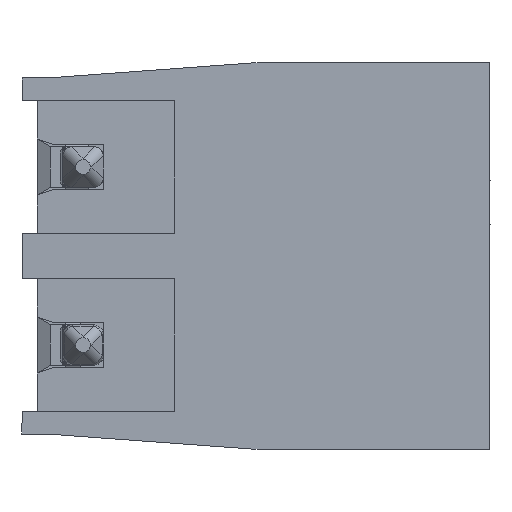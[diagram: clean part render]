
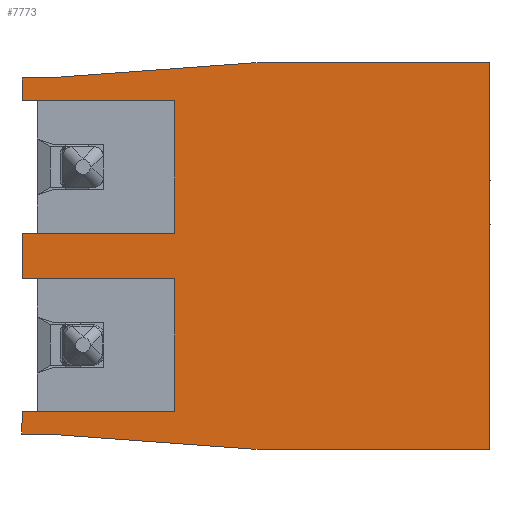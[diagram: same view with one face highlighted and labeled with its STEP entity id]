
A CAD part, left-side view. The second image highlights one B-rep face of the part: STEP entity #7773.
In plain terms, the highlighted planar face has unit normal (-1, 0, 0).
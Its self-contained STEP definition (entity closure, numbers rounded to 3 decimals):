
#994 = CARTESIAN_POINT ( 'NONE',  ( 0., 0., -3.35 ) ) ;
#995 = CARTESIAN_POINT ( 'NONE',  ( 0., 0., -4.25 ) ) ;
#996 = DIRECTION ( 'NONE',  ( 0., 0., 1. ) ) ;
#997 = VECTOR ( 'NONE', #996, 1000. ) ;
#998 = CARTESIAN_POINT ( 'NONE',  ( 0., 0., -1.65 ) ) ;
#999 = LINE ( 'NONE', #998, #997 ) ;
#1394 = DIRECTION ( 'NONE',  ( 0., 0., 1. ) ) ;
#1395 = DIRECTION ( 'NONE',  ( -1., 0., 0. ) ) ;
#1396 = CARTESIAN_POINT ( 'NONE',  ( 0., 0., 13.7 ) ) ;
#1397 = AXIS2_PLACEMENT_3D ( 'NONE', #1396, #1395, #1394 ) ;
#1398 = PLANE ( 'NONE',  #1397 ) ;
#1399 = FACE_OUTER_BOUND ( 'NONE', #7774, .T. ) ;
#1435 = CARTESIAN_POINT ( 'NONE',  ( 0., 0., -0.75 ) ) ;
#1442 = DIRECTION ( 'NONE',  ( 0., 0., 1. ) ) ;
#1443 = VECTOR ( 'NONE', #1442, 1000. ) ;
#1444 = CARTESIAN_POINT ( 'NONE',  ( 0., 0., -1.65 ) ) ;
#1445 = LINE ( 'NONE', #1444, #1443 ) ;
#1446 = CARTESIAN_POINT ( 'NONE',  ( 0., 0., -0.3 ) ) ;
#1447 = DIRECTION ( 'NONE',  ( 0., 1., 0. ) ) ;
#1448 = VECTOR ( 'NONE', #1447, 1000. ) ;
#1449 = CARTESIAN_POINT ( 'NONE',  ( 0., 0., -0.3 ) ) ;
#1450 = LINE ( 'NONE', #1449, #1448 ) ;
#1451 = CARTESIAN_POINT ( 'NONE',  ( 0., -0.5, -0.3 ) ) ;
#1452 = DIRECTION ( 'NONE',  ( 0., -0.997, 0.073 ) ) ;
#1453 = VECTOR ( 'NONE', #1452, 1000. ) ;
#1454 = CARTESIAN_POINT ( 'NONE',  ( 0., -0.5, -0.3 ) ) ;
#1455 = LINE ( 'NONE', #1454, #1453 ) ;
#1456 = CARTESIAN_POINT ( 'NONE',  ( 0., -4.6, 0. ) ) ;
#1457 = DIRECTION ( 'NONE',  ( 0., -1., 0. ) ) ;
#1458 = VECTOR ( 'NONE', #1457, 1000. ) ;
#1459 = CARTESIAN_POINT ( 'NONE',  ( 0., -4.6, 0. ) ) ;
#1460 = LINE ( 'NONE', #1459, #1458 ) ;
#1461 = CARTESIAN_POINT ( 'NONE',  ( 0., -9.2, -7.6 ) ) ;
#1462 = CARTESIAN_POINT ( 'NONE',  ( 0., -9.2, 0. ) ) ;
#1474 = DIRECTION ( 'NONE',  ( 0., -1., 0. ) ) ;
#1475 = VECTOR ( 'NONE', #1474, 1000. ) ;
#1476 = CARTESIAN_POINT ( 'NONE',  ( 0., 0., -7.3 ) ) ;
#1477 = LINE ( 'NONE', #1476, #1475 ) ;
#1482 = CARTESIAN_POINT ( 'NONE',  ( 0., -0.5, -7.3 ) ) ;
#1502 = LINE ( 'NONE', #1560, #1559 ) ;
#1504 = CARTESIAN_POINT ( 'NONE',  ( 0., -3., -3.35 ) ) ;
#1509 = DIRECTION ( 'NONE',  ( 0., 0., -1. ) ) ;
#1510 = VECTOR ( 'NONE', #1509, 1000. ) ;
#1511 = CARTESIAN_POINT ( 'NONE',  ( 0., -3., 10.2 ) ) ;
#1512 = LINE ( 'NONE', #1511, #1510 ) ;
#1513 = CARTESIAN_POINT ( 'NONE',  ( 0., -3., -0.75 ) ) ;
#1514 = DIRECTION ( 'NONE',  ( 0., -1., 0. ) ) ;
#1515 = VECTOR ( 'NONE', #1514, 1000. ) ;
#1516 = CARTESIAN_POINT ( 'NONE',  ( 0., 0., -0.75 ) ) ;
#1517 = LINE ( 'NONE', #1516, #1515 ) ;
#1550 = DIRECTION ( 'NONE',  ( 0., 0., -1. ) ) ;
#1551 = VECTOR ( 'NONE', #1550, 1000. ) ;
#1552 = CARTESIAN_POINT ( 'NONE',  ( 0., -9.2, 15.85 ) ) ;
#1553 = LINE ( 'NONE', #1552, #1551 ) ;
#1558 = DIRECTION ( 'NONE',  ( 0., 1., 0. ) ) ;
#1559 = VECTOR ( 'NONE', #1558, 1000. ) ;
#1560 = CARTESIAN_POINT ( 'NONE',  ( 0., 0., -3.35 ) ) ;
#1858 = DIRECTION ( 'NONE',  ( 0., 1., 0. ) ) ;
#1859 = VECTOR ( 'NONE', #1858, 1000. ) ;
#1860 = CARTESIAN_POINT ( 'NONE',  ( 0., -4.6, -7.6 ) ) ;
#1861 = LINE ( 'NONE', #1860, #1859 ) ;
#1862 = CARTESIAN_POINT ( 'NONE',  ( 0., -4.6, -7.6 ) ) ;
#1863 = DIRECTION ( 'NONE',  ( 0., 0.997, 0.073 ) ) ;
#1864 = VECTOR ( 'NONE', #1863, 1000. ) ;
#1865 = CARTESIAN_POINT ( 'NONE',  ( 0., -0.5, -7.3 ) ) ;
#1866 = LINE ( 'NONE', #1865, #1864 ) ;
#6658 = VERTEX_POINT ( 'NONE', #11775 ) ;
#6666 = VERTEX_POINT ( 'NONE', #11813 ) ;
#6673 = EDGE_CURVE ( 'NONE', #7565, #6675, #11803, .T. ) ;
#6675 = VERTEX_POINT ( 'NONE', #11845 ) ;
#6676 = EDGE_CURVE ( 'NONE', #6658, #6666, #11844, .T. ) ;
#6717 = VERTEX_POINT ( 'NONE', #11922 ) ;
#6742 = EDGE_CURVE ( 'NONE', #6717, #6666, #11989, .T. ) ;
#6784 = EDGE_CURVE ( 'NONE', #6675, #6717, #12014, .T. ) ;
#7564 = EDGE_CURVE ( 'NONE', #7565, #7566, #999, .T. ) ;
#7565 = VERTEX_POINT ( 'NONE', #995 ) ;
#7566 = VERTEX_POINT ( 'NONE', #994 ) ;
#7773 = ADVANCED_FACE ( 'NONE', ( #1399 ), #1398, .T. ) ;
#7774 = EDGE_LOOP ( 'NONE', ( #7898, #7817, #7821, #7826, #7831, #7875, #7880, #7885, #7889, #7892, #7894, #7896, #8046, #8047, #8048, #8051 ) ) ;
#7814 = VERTEX_POINT ( 'NONE', #1462 ) ;
#7815 = VERTEX_POINT ( 'NONE', #1461 ) ;
#7817 = ORIENTED_EDGE ( 'NONE', *, *, #7818, .F. ) ;
#7818 = EDGE_CURVE ( 'NONE', #7819, #7814, #1460, .T. ) ;
#7819 = VERTEX_POINT ( 'NONE', #1456 ) ;
#7821 = ORIENTED_EDGE ( 'NONE', *, *, #7823, .F. ) ;
#7823 = EDGE_CURVE ( 'NONE', #7824, #7819, #1455, .T. ) ;
#7824 = VERTEX_POINT ( 'NONE', #1451 ) ;
#7826 = ORIENTED_EDGE ( 'NONE', *, *, #7828, .T. ) ;
#7828 = EDGE_CURVE ( 'NONE', #7824, #7829, #1450, .T. ) ;
#7829 = VERTEX_POINT ( 'NONE', #1446 ) ;
#7831 = ORIENTED_EDGE ( 'NONE', *, *, #7833, .F. ) ;
#7833 = EDGE_CURVE ( 'NONE', #7835, #7829, #1445, .T. ) ;
#7835 = VERTEX_POINT ( 'NONE', #1435 ) ;
#7851 = VERTEX_POINT ( 'NONE', #1482 ) ;
#7855 = EDGE_CURVE ( 'NONE', #6658, #7851, #1477, .T. ) ;
#7875 = ORIENTED_EDGE ( 'NONE', *, *, #7877, .T. ) ;
#7877 = EDGE_CURVE ( 'NONE', #7835, #7878, #1517, .T. ) ;
#7878 = VERTEX_POINT ( 'NONE', #1513 ) ;
#7880 = ORIENTED_EDGE ( 'NONE', *, *, #7881, .T. ) ;
#7881 = EDGE_CURVE ( 'NONE', #7878, #7883, #1512, .T. ) ;
#7883 = VERTEX_POINT ( 'NONE', #1504 ) ;
#7885 = ORIENTED_EDGE ( 'NONE', *, *, #7888, .T. ) ;
#7888 = EDGE_CURVE ( 'NONE', #7883, #7566, #1502, .T. ) ;
#7889 = ORIENTED_EDGE ( 'NONE', *, *, #7564, .F. ) ;
#7892 = ORIENTED_EDGE ( 'NONE', *, *, #6673, .T. ) ;
#7894 = ORIENTED_EDGE ( 'NONE', *, *, #6784, .T. ) ;
#7896 = ORIENTED_EDGE ( 'NONE', *, *, #6742, .T. ) ;
#7898 = ORIENTED_EDGE ( 'NONE', *, *, #7899, .F. ) ;
#7899 = EDGE_CURVE ( 'NONE', #7814, #7815, #1553, .T. ) ;
#8046 = ORIENTED_EDGE ( 'NONE', *, *, #6676, .F. ) ;
#8047 = ORIENTED_EDGE ( 'NONE', *, *, #7855, .T. ) ;
#8048 = ORIENTED_EDGE ( 'NONE', *, *, #8049, .F. ) ;
#8049 = EDGE_CURVE ( 'NONE', #8050, #7851, #1866, .T. ) ;
#8050 = VERTEX_POINT ( 'NONE', #1862 ) ;
#8051 = ORIENTED_EDGE ( 'NONE', *, *, #8052, .F. ) ;
#8052 = EDGE_CURVE ( 'NONE', #7815, #8050, #1861, .T. ) ;
#11775 = CARTESIAN_POINT ( 'NONE',  ( 0., 0., -7.3 ) ) ;
#11800 = DIRECTION ( 'NONE',  ( 0., -1., 0. ) ) ;
#11801 = VECTOR ( 'NONE', #11800, 1000. ) ;
#11802 = CARTESIAN_POINT ( 'NONE',  ( 0., 0., -4.25 ) ) ;
#11803 = LINE ( 'NONE', #11802, #11801 ) ;
#11813 = CARTESIAN_POINT ( 'NONE',  ( 0., 0., -6.85 ) ) ;
#11841 = DIRECTION ( 'NONE',  ( 0., 0., 1. ) ) ;
#11842 = VECTOR ( 'NONE', #11841, 1000. ) ;
#11843 = CARTESIAN_POINT ( 'NONE',  ( 0., 0., -5.95 ) ) ;
#11844 = LINE ( 'NONE', #11843, #11842 ) ;
#11845 = CARTESIAN_POINT ( 'NONE',  ( 0., -3., -4.25 ) ) ;
#11922 = CARTESIAN_POINT ( 'NONE',  ( 0., -3., -6.85 ) ) ;
#11986 = DIRECTION ( 'NONE',  ( 0., 1., 0. ) ) ;
#11987 = VECTOR ( 'NONE', #11986, 1000. ) ;
#11988 = CARTESIAN_POINT ( 'NONE',  ( 0., 0., -6.85 ) ) ;
#11989 = LINE ( 'NONE', #11988, #11987 ) ;
#12011 = DIRECTION ( 'NONE',  ( 0., 0., -1. ) ) ;
#12012 = VECTOR ( 'NONE', #12011, 1000. ) ;
#12013 = CARTESIAN_POINT ( 'NONE',  ( 0., -3., 13.7 ) ) ;
#12014 = LINE ( 'NONE', #12013, #12012 ) ;
